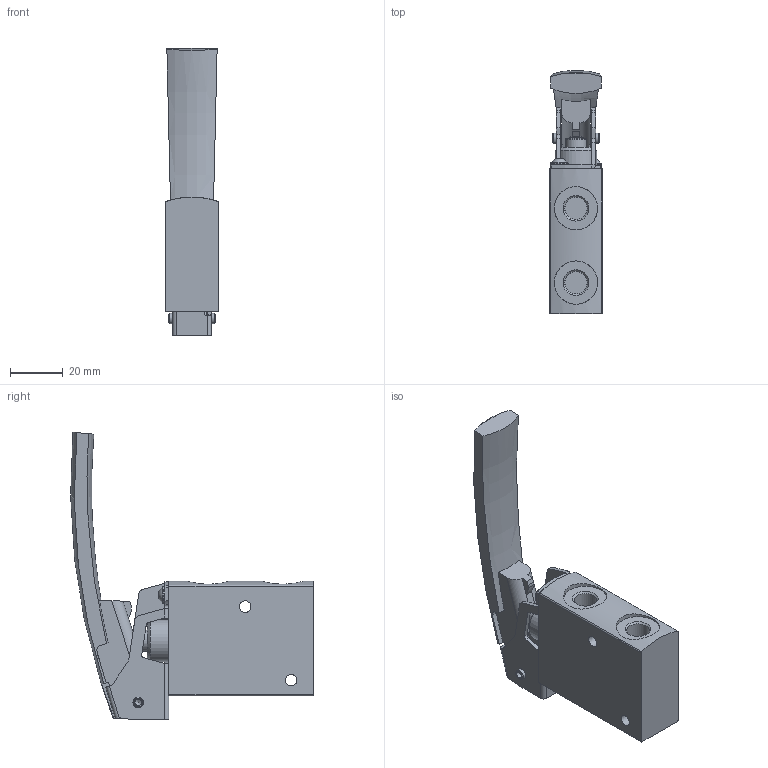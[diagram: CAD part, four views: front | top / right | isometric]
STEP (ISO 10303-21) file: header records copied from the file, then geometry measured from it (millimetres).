
FILE_DESCRIPTION(/* description */ ('STEP AP214'),/* implementation_level */ '2;1');
FILE_NAME(/* name */ '4500009_VHEF-LT-M32-M-G18',/* time_stamp */ '2024-09-11T09:23:43+02:00',/* author */ ('License CC BY-ND 4.0'),/* organization */ ('CADENAS'),/* preprocessor_version */ 'ST-DEVELOPER v19.3',/* originating_system */ 'PARTsolutions',/* authorisation */ ' ');
FILE_SCHEMA (('AUTOMOTIVE_DESIGN {1 0 10303 214 3 1 1}'));
Length unit declared in the file: millimetre
Products named in the file (5): 4500009 VHEF-LT-M32-M-G18---(1); 2924766 VXEF-XT-M32-M-G18_valve---(12); 4499999 VHEF---(part2); 4499999 VHEF---(part1); 3394269 VAOM-R4---(schrauben)
Assembly tree (5 placements, depth 2):
  4500009 VHEF-LT-M32-M-G18---(1)
    2924766 VXEF-XT-M32-M-G18_valve---(12)
    4499999 VHEF---(part2)
    4499999 VHEF---(part1)
    3394269 VAOM-R4---(schrauben)  x2
Bounding box: 20 x 92.42 x 109.31 mm (x, y, z)
Volume: 62367 mm3; surface area: 23145.3 mm2
Topology: 5 solids, 5 shells, 265 faces, 690 edges, 451 vertices
Faces by surface type: cylinder 121, plane 110, cone 22, torus 11, sphere 1
Full cylindrical faces by diameter (mm): 2.1 x1, 2.459 x4, 2.5 x2, 3 x2, 3.1 x1, 4 x3, 4.1 x1, 4.4 x2, 6.8 x2, 7.98 x1, 8 x1, 8.5 x2, 8.566 x3, 10 x2, 15.95 x1, 16.5 x2
Entity records: 7351 total; most frequent: CARTESIAN_POINT 1342, DIRECTION 1275, ORIENTED_EDGE 1128, EDGE_CURVE 564, AXIS2_PLACEMENT_3D 487, VERTEX_POINT 406, FACE_BOUND 334, EDGE_LOOP 327
